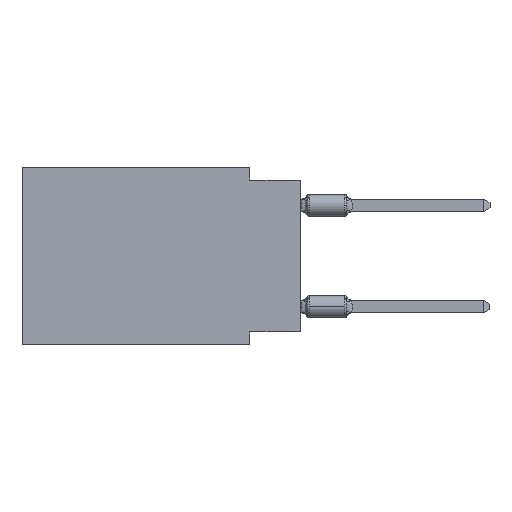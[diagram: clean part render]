
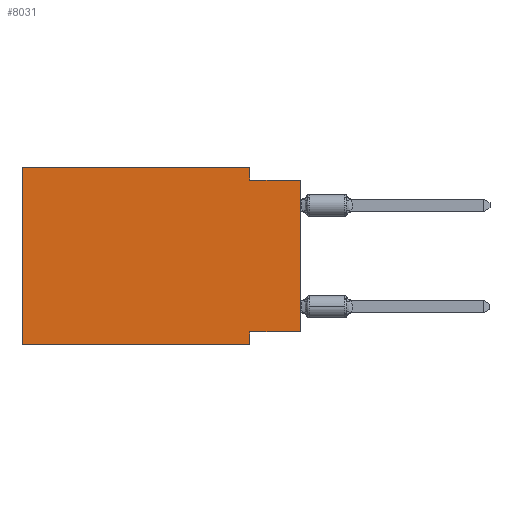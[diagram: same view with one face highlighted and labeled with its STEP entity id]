
A CAD part, left-side view. The second image highlights one B-rep face of the part: STEP entity #8031.
In plain terms, the highlighted planar face has unit normal (-1, 0, 0).
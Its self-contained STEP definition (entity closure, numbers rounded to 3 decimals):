
#466 = VERTEX_POINT ( 'NONE', #8250 ) ;
#508 = CARTESIAN_POINT ( 'NONE',  ( 0., 0., -0.635 ) ) ;
#557 = CARTESIAN_POINT ( 'NONE',  ( 0., 2.54, -8.89 ) ) ;
#872 = ORIENTED_EDGE ( 'NONE', *, *, #10672, .F. ) ;
#990 = CARTESIAN_POINT ( 'NONE',  ( 0., 13.97, -8.89 ) ) ;
#1302 = VECTOR ( 'NONE', #5113, 1000. ) ;
#1312 = CARTESIAN_POINT ( 'NONE',  ( 0., 13.97, 0. ) ) ;
#1622 = VECTOR ( 'NONE', #16718, 1000. ) ;
#1897 = DIRECTION ( 'NONE',  ( 0., 0., -1. ) ) ;
#2613 = VECTOR ( 'NONE', #12108, 1000. ) ;
#3120 = DIRECTION ( 'NONE',  ( 0., 0., 1. ) ) ;
#3642 = DIRECTION ( 'NONE',  ( 0., -1., 0. ) ) ;
#4268 = LINE ( 'NONE', #13334, #2613 ) ;
#4502 = CARTESIAN_POINT ( 'NONE',  ( 0., 2.54, 0. ) ) ;
#4848 = VECTOR ( 'NONE', #17251, 1000. ) ;
#5113 = DIRECTION ( 'NONE',  ( 0., -1., 0. ) ) ;
#5427 = CARTESIAN_POINT ( 'NONE',  ( 0., 0., 0. ) ) ;
#6425 = FACE_OUTER_BOUND ( 'NONE', #9160, .T. ) ;
#6650 = DIRECTION ( 'NONE',  ( 0., -1., 0. ) ) ;
#6818 = VERTEX_POINT ( 'NONE', #13774 ) ;
#7054 = LINE ( 'NONE', #508, #14461 ) ;
#7235 = ORIENTED_EDGE ( 'NONE', *, *, #8880, .F. ) ;
#8031 = ADVANCED_FACE ( 'NONE', ( #6425 ), #15792, .F. ) ;
#8148 = EDGE_CURVE ( 'NONE', #14565, #9677, #11250, .T. ) ;
#8250 = CARTESIAN_POINT ( 'NONE',  ( 0., 13.97, 0. ) ) ;
#8462 = VECTOR ( 'NONE', #16390, 1000. ) ;
#8880 = EDGE_CURVE ( 'NONE', #6818, #9677, #4268, .T. ) ;
#9160 = EDGE_LOOP ( 'NONE', ( #15806, #872, #17789, #11939, #14854, #10704, #7235, #9412 ) ) ;
#9412 = ORIENTED_EDGE ( 'NONE', *, *, #11682, .F. ) ;
#9550 = DIRECTION ( 'NONE',  ( 1., 0., 0. ) ) ;
#9677 = VERTEX_POINT ( 'NONE', #557 ) ;
#9846 = CARTESIAN_POINT ( 'NONE',  ( 0., 13.97, -8.89 ) ) ;
#10580 = CARTESIAN_POINT ( 'NONE',  ( 0., 0., -8.255 ) ) ;
#10672 = EDGE_CURVE ( 'NONE', #11465, #12717, #7054, .T. ) ;
#10704 = ORIENTED_EDGE ( 'NONE', *, *, #8148, .T. ) ;
#11250 = LINE ( 'NONE', #9846, #1302 ) ;
#11371 = EDGE_CURVE ( 'NONE', #15923, #11465, #12414, .T. ) ;
#11465 = VERTEX_POINT ( 'NONE', #14832 ) ;
#11682 = EDGE_CURVE ( 'NONE', #17475, #6818, #13608, .T. ) ;
#11939 = ORIENTED_EDGE ( 'NONE', *, *, #14057, .F. ) ;
#12108 = DIRECTION ( 'NONE',  ( 0., 0., -1. ) ) ;
#12414 = LINE ( 'NONE', #12520, #4848 ) ;
#12520 = CARTESIAN_POINT ( 'NONE',  ( 0., 2.54, 0. ) ) ;
#12717 = VERTEX_POINT ( 'NONE', #12795 ) ;
#12795 = CARTESIAN_POINT ( 'NONE',  ( 0., 0., -0.635 ) ) ;
#13334 = CARTESIAN_POINT ( 'NONE',  ( 0., 2.54, -8.89 ) ) ;
#13608 = LINE ( 'NONE', #10580, #1622 ) ;
#13774 = CARTESIAN_POINT ( 'NONE',  ( 0., 2.54, -8.255 ) ) ;
#13891 = LINE ( 'NONE', #1312, #14584 ) ;
#13987 = VECTOR ( 'NONE', #3642, 1000. ) ;
#14057 = EDGE_CURVE ( 'NONE', #466, #15923, #18944, .T. ) ;
#14176 = CARTESIAN_POINT ( 'NONE',  ( 0., 13.97, 0. ) ) ;
#14461 = VECTOR ( 'NONE', #6650, 1000. ) ;
#14565 = VERTEX_POINT ( 'NONE', #990 ) ;
#14584 = VECTOR ( 'NONE', #3120, 1000. ) ;
#14832 = CARTESIAN_POINT ( 'NONE',  ( 0., 2.54, -0.635 ) ) ;
#14854 = ORIENTED_EDGE ( 'NONE', *, *, #15534, .F. ) ;
#15534 = EDGE_CURVE ( 'NONE', #14565, #466, #13891, .T. ) ;
#15723 = CARTESIAN_POINT ( 'NONE',  ( 0., 13.97, 0. ) ) ;
#15792 = PLANE ( 'NONE',  #16409 ) ;
#15806 = ORIENTED_EDGE ( 'NONE', *, *, #17262, .T. ) ;
#15923 = VERTEX_POINT ( 'NONE', #4502 ) ;
#16390 = DIRECTION ( 'NONE',  ( 0., 0., 1. ) ) ;
#16409 = AXIS2_PLACEMENT_3D ( 'NONE', #14176, #9550, #1897 ) ;
#16718 = DIRECTION ( 'NONE',  ( 0., 1., 0. ) ) ;
#17251 = DIRECTION ( 'NONE',  ( 0., 0., -1. ) ) ;
#17262 = EDGE_CURVE ( 'NONE', #17475, #12717, #17915, .T. ) ;
#17287 = CARTESIAN_POINT ( 'NONE',  ( 0., 0., -8.255 ) ) ;
#17475 = VERTEX_POINT ( 'NONE', #17287 ) ;
#17789 = ORIENTED_EDGE ( 'NONE', *, *, #11371, .F. ) ;
#17915 = LINE ( 'NONE', #5427, #8462 ) ;
#18944 = LINE ( 'NONE', #15723, #13987 ) ;
